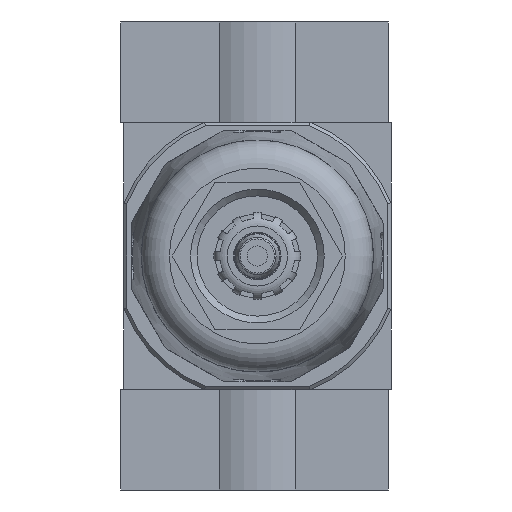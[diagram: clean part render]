
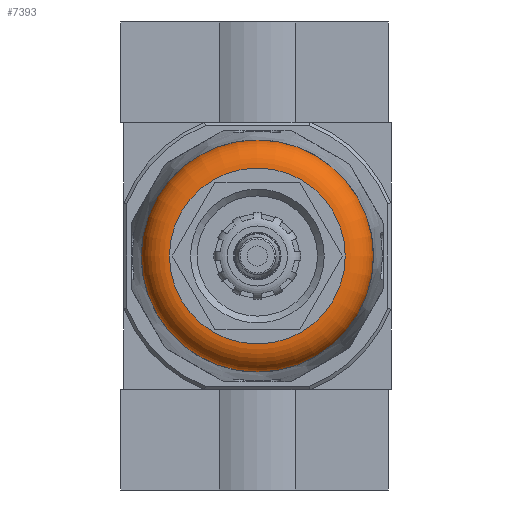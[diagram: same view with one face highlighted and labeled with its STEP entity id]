
A CAD part, front view. The second image highlights one B-rep face of the part: STEP entity #7393.
In plain terms, the highlighted toroidal (fillet/blend) face has major radius 13.15 mm and minor radius 4.2 mm.
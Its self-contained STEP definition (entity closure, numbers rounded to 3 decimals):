
#78=TOROIDAL_SURFACE('',#7900,13.15,4.2);
#1872=ORIENTED_EDGE('',*,*,#3458,.T.);
#1873=ORIENTED_EDGE('',*,*,#3457,.F.);
#3457=EDGE_CURVE('',#4249,#4249,#4754,.T.);
#3458=EDGE_CURVE('',#4250,#4250,#4755,.T.);
#4249=VERTEX_POINT('',#11160);
#4250=VERTEX_POINT('',#11163);
#4754=CIRCLE('',#7899,13.15);
#4755=CIRCLE('',#7901,17.35);
#5105=EDGE_LOOP('',(#1872));
#5106=EDGE_LOOP('',(#1873));
#5631=FACE_BOUND('',#5105,.T.);
#5632=FACE_BOUND('',#5106,.T.);
#7393=ADVANCED_FACE('',(#5631,#5632),#78,.T.);
#7899=AXIS2_PLACEMENT_3D('',#11159,#8942,#8943);
#7900=AXIS2_PLACEMENT_3D('',#11161,#8944,#8945);
#7901=AXIS2_PLACEMENT_3D('',#11162,#8946,#8947);
#8942=DIRECTION('',(0.,-1.,0.));
#8943=DIRECTION('',(0.,0.,-1.));
#8944=DIRECTION('',(0.,-1.,0.));
#8945=DIRECTION('',(0.,0.,-1.));
#8946=DIRECTION('',(0.,-1.,0.));
#8947=DIRECTION('',(0.,0.,-1.));
#11159=CARTESIAN_POINT('',(0.,-119.,0.));
#11160=CARTESIAN_POINT('',(0.,-119.,-13.15));
#11161=CARTESIAN_POINT('',(0.,-114.8,0.));
#11162=CARTESIAN_POINT('',(0.,-114.8,0.));
#11163=CARTESIAN_POINT('',(0.,-114.8,-17.35));
